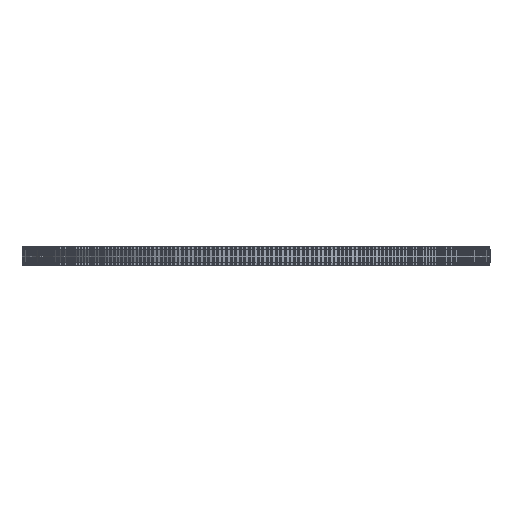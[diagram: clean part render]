
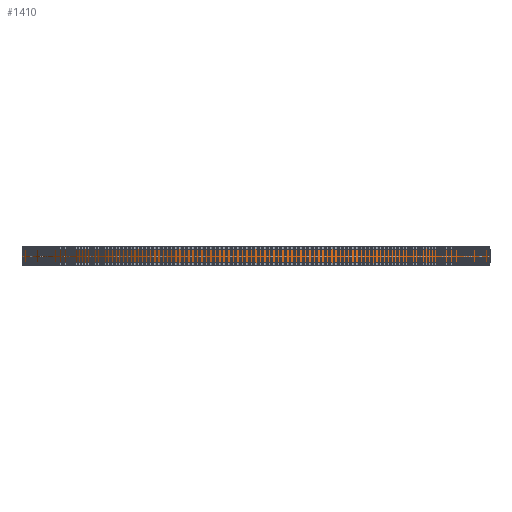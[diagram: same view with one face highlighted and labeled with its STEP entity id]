
A CAD part, left-side view. The second image highlights one B-rep face of the part: STEP entity #1410.
In plain terms, the highlighted cylindrical face has radius 102.496 mm (diameter 204.992 mm), a full revolution.
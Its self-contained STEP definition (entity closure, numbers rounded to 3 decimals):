
#97=FACE_BOUND('',#5280,.T.);
#98=FACE_BOUND('',#5281,.T.);
#1410=ADVANCED_FACE('',(#97,#98),#2699,.T.);
#2699=CYLINDRICAL_SURFACE('',#28479,102.496);
#5280=EDGE_LOOP('',(#15586));
#5281=EDGE_LOOP('',(#15587));
#15586=ORIENTED_EDGE('',*,*,#22030,.T.);
#15587=ORIENTED_EDGE('',*,*,#22031,.T.);
#18164=VERTEX_POINT('',#45240);
#18165=VERTEX_POINT('',#45242);
#22030=EDGE_CURVE('',#18164,#18164,#24608,.T.);
#22031=EDGE_CURVE('',#18165,#18165,#24609,.T.);
#24608=CIRCLE('',#28477,102.496);
#24609=CIRCLE('',#28478,102.496);
#28477=AXIS2_PLACEMENT_3D('',#45239,#37502,#37503);
#28478=AXIS2_PLACEMENT_3D('',#45241,#37504,#37505);
#28479=AXIS2_PLACEMENT_3D('',#45243,#37506,#37507);
#37502=DIRECTION('',(0.,0.,1.));
#37503=DIRECTION('',(1.,0.,0.));
#37504=DIRECTION('',(0.,0.,-1.));
#37505=DIRECTION('',(1.,0.,0.));
#37506=DIRECTION('',(0.,0.,1.));
#37507=DIRECTION('',(1.,0.,0.));
#45239=CARTESIAN_POINT('',(0.,0.,1.));
#45240=CARTESIAN_POINT('',(102.496,0.,1.));
#45241=CARTESIAN_POINT('',(0.,0.,7.));
#45242=CARTESIAN_POINT('',(102.496,0.,7.));
#45243=CARTESIAN_POINT('',(0.,0.,1.));
